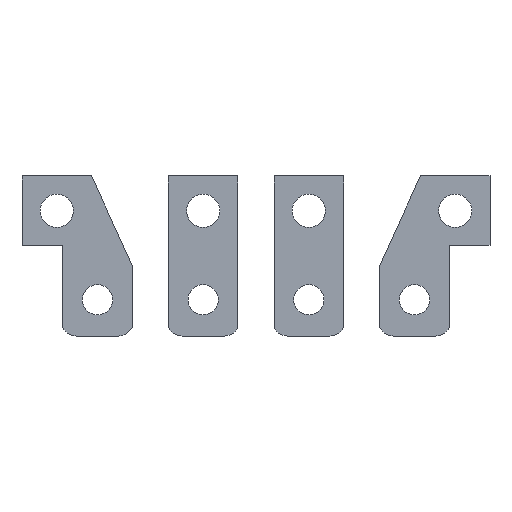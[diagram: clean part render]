
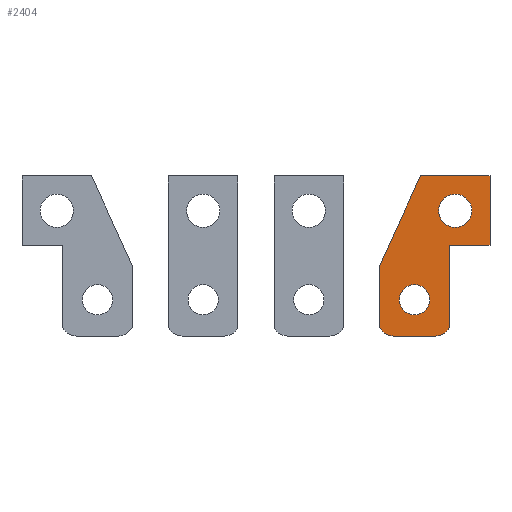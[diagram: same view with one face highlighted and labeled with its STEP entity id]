
A CAD part, top view. The second image highlights one B-rep face of the part: STEP entity #2404.
In plain terms, the highlighted planar face has unit normal (0, 0, 1).
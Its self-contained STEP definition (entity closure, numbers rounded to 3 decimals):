
#760=DIRECTION('',(1.,0.,0.));
#761=VECTOR('',#760,13.5);
#762=CARTESIAN_POINT('',(-423.536,313.106,4.));
#763=LINE('',#762,#761);
#774=CARTESIAN_POINT('',(-428.036,288.106,4.));
#775=DIRECTION('',(0.,0.,-1.));
#776=DIRECTION('',(0.9,-0.436,0.));
#777=AXIS2_PLACEMENT_3D('',#774,#775,#776);
#782=CARTESIAN_POINT('',(-442.036,288.106,4.));
#783=DIRECTION('',(0.,0.,-1.));
#784=DIRECTION('',(0.,-1.,0.));
#785=AXIS2_PLACEMENT_3D('',#782,#783,#784);
#790=DIRECTION('',(0.416,0.909,0.));
#791=VECTOR('',#790,32.442);
#792=CARTESIAN_POINT('',(-446.536,306.606,4.));
#793=LINE('',#792,#791);
#797=CARTESIAN_POINT('',(-435.036,295.106,4.));
#798=DIRECTION('',(0.,0.,1.));
#799=DIRECTION('',(1.,0.,0.));
#800=AXIS2_PLACEMENT_3D('',#797,#798,#799);
#805=CARTESIAN_POINT('',(-435.036,295.106,4.));
#806=DIRECTION('',(0.,0.,1.));
#807=DIRECTION('',(-1.,0.,0.));
#808=AXIS2_PLACEMENT_3D('',#805,#806,#807);
#813=CARTESIAN_POINT('',(-421.536,324.606,4.));
#814=DIRECTION('',(0.,0.,1.));
#815=DIRECTION('',(1.,0.,0.));
#816=AXIS2_PLACEMENT_3D('',#813,#814,#815);
#821=CARTESIAN_POINT('',(-421.536,324.606,4.));
#822=DIRECTION('',(0.,0.,1.));
#823=DIRECTION('',(-1.,0.,0.));
#824=AXIS2_PLACEMENT_3D('',#821,#822,#823);
#829=DIRECTION('',(0.,1.,0.));
#830=VECTOR('',#829,27.179);
#831=CARTESIAN_POINT('',(-423.536,285.926,4.));
#832=LINE('',#831,#830);
#1286=DIRECTION('',(0.,1.,0.));
#1287=VECTOR('',#1286,23.);
#1288=CARTESIAN_POINT('',(-410.036,313.106,4.));
#1289=LINE('',#1288,#1287);
#1300=DIRECTION('',(-1.,0.,0.));
#1301=VECTOR('',#1300,23.);
#1302=CARTESIAN_POINT('',(-410.036,336.106,4.));
#1303=LINE('',#1302,#1301);
#1328=DIRECTION('',(0.,-1.,0.));
#1329=VECTOR('',#1328,20.679);
#1330=CARTESIAN_POINT('',(-446.536,306.606,4.));
#1331=LINE('',#1330,#1329);
#1356=DIRECTION('',(1.,0.,0.));
#1357=VECTOR('',#1356,14.);
#1358=CARTESIAN_POINT('',(-442.036,283.106,4.));
#1359=LINE('',#1358,#1357);
#2101=CARTESIAN_POINT('',(-423.536,313.106,4.));
#2102=CARTESIAN_POINT('',(-410.036,313.106,4.));
#2103=VERTEX_POINT('',#2101);
#2104=VERTEX_POINT('',#2102);
#2109=CARTESIAN_POINT('',(-423.536,285.926,4.));
#2110=VERTEX_POINT('',#2109);
#2111=CARTESIAN_POINT('',(-428.036,283.106,4.));
#2112=VERTEX_POINT('',#2111);
#2113=CARTESIAN_POINT('',(-442.036,283.106,4.));
#2114=VERTEX_POINT('',#2113);
#2115=CARTESIAN_POINT('',(-446.536,285.926,4.));
#2116=VERTEX_POINT('',#2115);
#2117=CARTESIAN_POINT('',(-446.536,306.606,4.));
#2118=VERTEX_POINT('',#2117);
#2119=CARTESIAN_POINT('',(-433.036,336.106,4.));
#2120=VERTEX_POINT('',#2119);
#2121=CARTESIAN_POINT('',(-410.036,336.106,4.));
#2122=VERTEX_POINT('',#2121);
#2123=CARTESIAN_POINT('',(-430.036,295.106,4.));
#2124=CARTESIAN_POINT('',(-440.036,295.106,4.));
#2125=VERTEX_POINT('',#2123);
#2126=VERTEX_POINT('',#2124);
#2127=CARTESIAN_POINT('',(-416.036,324.606,4.));
#2128=CARTESIAN_POINT('',(-427.036,324.606,4.));
#2129=VERTEX_POINT('',#2127);
#2130=VERTEX_POINT('',#2128);
#2368=CARTESIAN_POINT('',(-428.657,310.676,4.));
#2369=DIRECTION('',(0.,0.,1.));
#2370=DIRECTION('',(1.,0.,0.));
#2371=AXIS2_PLACEMENT_3D('',#2368,#2369,#2370);
#2372=PLANE('',#2371);
#2373=ORIENTED_EDGE('',*,*,#2350,.F.);
#2375=ORIENTED_EDGE('',*,*,#2374,.F.);
#2377=ORIENTED_EDGE('',*,*,#2376,.T.);
#2379=ORIENTED_EDGE('',*,*,#2378,.F.);
#2381=ORIENTED_EDGE('',*,*,#2380,.T.);
#2383=ORIENTED_EDGE('',*,*,#2382,.F.);
#2385=ORIENTED_EDGE('',*,*,#2384,.T.);
#2387=ORIENTED_EDGE('',*,*,#2386,.F.);
#2389=ORIENTED_EDGE('',*,*,#2388,.F.);
#2390=EDGE_LOOP('',(#2373,#2375,#2377,#2379,#2381,#2383,#2385,#2387,#2389));
#2391=FACE_OUTER_BOUND('',#2390,.F.);
#2393=ORIENTED_EDGE('',*,*,#2392,.T.);
#2395=ORIENTED_EDGE('',*,*,#2394,.T.);
#2396=EDGE_LOOP('',(#2393,#2395));
#2397=FACE_BOUND('',#2396,.F.);
#2399=ORIENTED_EDGE('',*,*,#2398,.T.);
#2401=ORIENTED_EDGE('',*,*,#2400,.T.);
#2402=EDGE_LOOP('',(#2399,#2401));
#2403=FACE_BOUND('',#2402,.F.);
#778=CIRCLE('',#777,5.);
#786=CIRCLE('',#785,5.);
#801=CIRCLE('',#800,5.);
#809=CIRCLE('',#808,5.);
#817=CIRCLE('',#816,5.5);
#825=CIRCLE('',#824,5.5);
#2350=EDGE_CURVE('',#2103,#2104,#763,.T.);
#2374=EDGE_CURVE('',#2110,#2103,#832,.T.);
#2376=EDGE_CURVE('',#2110,#2112,#778,.T.);
#2378=EDGE_CURVE('',#2114,#2112,#1359,.T.);
#2380=EDGE_CURVE('',#2114,#2116,#786,.T.);
#2382=EDGE_CURVE('',#2118,#2116,#1331,.T.);
#2384=EDGE_CURVE('',#2118,#2120,#793,.T.);
#2386=EDGE_CURVE('',#2122,#2120,#1303,.T.);
#2388=EDGE_CURVE('',#2104,#2122,#1289,.T.);
#2392=EDGE_CURVE('',#2125,#2126,#801,.T.);
#2394=EDGE_CURVE('',#2126,#2125,#809,.T.);
#2398=EDGE_CURVE('',#2129,#2130,#817,.T.);
#2400=EDGE_CURVE('',#2130,#2129,#825,.T.);
#2404=ADVANCED_FACE('',(#2391,#2397,#2403),#2372,.T.);
